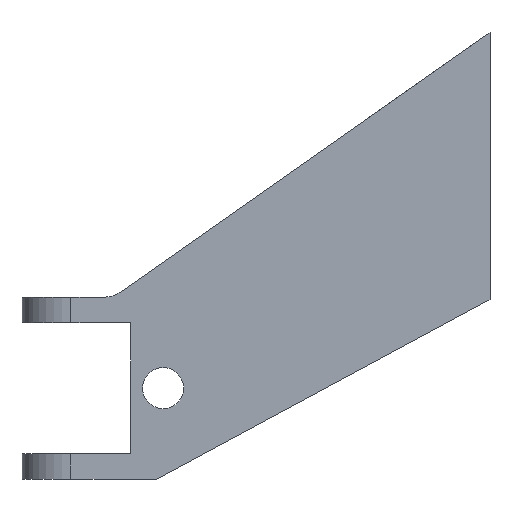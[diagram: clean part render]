
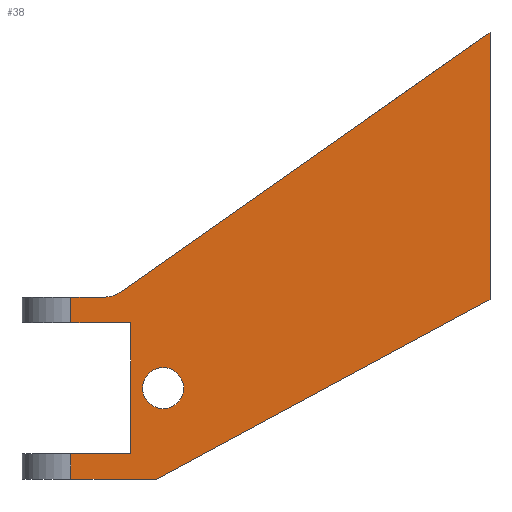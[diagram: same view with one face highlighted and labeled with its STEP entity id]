
A CAD part, left-side view. The second image highlights one B-rep face of the part: STEP entity #38.
In plain terms, the highlighted planar face has unit normal (-1, 0, 0).
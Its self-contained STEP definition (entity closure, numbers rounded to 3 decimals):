
#18 = LINE ( 'NONE', #5493, #405 ) ;
#36 = VERTEX_POINT ( 'NONE', #4679 ) ;
#38 = ADVANCED_FACE ( 'NONE', ( #1177, #5606 ), #2085, .F. ) ;
#132 = CARTESIAN_POINT ( 'NONE',  ( -5.536, 73.431, 30.504 ) ) ;
#160 = CARTESIAN_POINT ( 'NONE',  ( -5.536, 85.053, 5. ) ) ;
#224 = ORIENTED_EDGE ( 'NONE', *, *, #3506, .T. ) ;
#267 = ORIENTED_EDGE ( 'NONE', *, *, #1363, .T. ) ;
#286 = VERTEX_POINT ( 'NONE', #1770 ) ;
#405 = VECTOR ( 'NONE', #2920, 1000. ) ;
#483 = VERTEX_POINT ( 'NONE', #4600 ) ;
#498 = EDGE_CURVE ( 'NONE', #36, #1681, #649, .T. ) ;
#569 = AXIS2_PLACEMENT_3D ( 'NONE', #1136, #4036, #3546 ) ;
#576 = ORIENTED_EDGE ( 'NONE', *, *, #5356, .T. ) ;
#579 = DIRECTION ( 'NONE',  ( 0., -1., 0. ) ) ;
#637 = CARTESIAN_POINT ( 'NONE',  ( -5.536, 105.031, 0. ) ) ;
#649 = LINE ( 'NONE', #4028, #4448 ) ;
#677 = DIRECTION ( 'NONE',  ( 0., 0., -1. ) ) ;
#827 = ORIENTED_EDGE ( 'NONE', *, *, #5240, .F. ) ;
#966 = VERTEX_POINT ( 'NONE', #3009 ) ;
#995 = LINE ( 'NONE', #1514, #3895 ) ;
#1017 = VECTOR ( 'NONE', #4916, 1000. ) ;
#1063 = LINE ( 'NONE', #132, #6361 ) ;
#1088 = ORIENTED_EDGE ( 'NONE', *, *, #3321, .T. ) ;
#1136 = CARTESIAN_POINT ( 'NONE',  ( -5.536, 67.081, 17.752 ) ) ;
#1177 = FACE_BOUND ( 'NONE', #2515, .T. ) ;
#1363 = EDGE_CURVE ( 'NONE', #4902, #286, #4049, .T. ) ;
#1383 = DIRECTION ( 'NONE',  ( 0., 0., 1. ) ) ;
#1470 = DIRECTION ( 'NONE',  ( 0., 0., 1. ) ) ;
#1514 = CARTESIAN_POINT ( 'NONE',  ( -5.536, 117.023, 35.504 ) ) ;
#1578 = LINE ( 'NONE', #637, #1740 ) ;
#1586 = CARTESIAN_POINT ( 'NONE',  ( -5.536, 85.053, 30.504 ) ) ;
#1628 = VECTOR ( 'NONE', #1470, 1000. ) ;
#1681 = VERTEX_POINT ( 'NONE', #5668 ) ;
#1700 = AXIS2_PLACEMENT_3D ( 'NONE', #6346, #3415, #2526 ) ;
#1740 = VECTOR ( 'NONE', #579, 1000. ) ;
#1770 = CARTESIAN_POINT ( 'NONE',  ( -5.536, 3.431, 35. ) ) ;
#1822 = CIRCLE ( 'NONE', #3800, 5.08 ) ;
#1823 = CARTESIAN_POINT ( 'NONE',  ( -5.536, 85.053, 0. ) ) ;
#1864 = VERTEX_POINT ( 'NONE', #5439 ) ;
#1934 = ORIENTED_EDGE ( 'NONE', *, *, #5002, .T. ) ;
#2085 = PLANE ( 'NONE',  #4349 ) ;
#2226 = CIRCLE ( 'NONE', #1700, 4. ) ;
#2266 = CARTESIAN_POINT ( 'NONE',  ( -5.536, 85.053, 0. ) ) ;
#2285 = EDGE_CURVE ( 'NONE', #286, #36, #2348, .T. ) ;
#2348 = LINE ( 'NONE', #6292, #1628 ) ;
#2515 = EDGE_LOOP ( 'NONE', ( #5230, #5798 ) ) ;
#2526 = DIRECTION ( 'NONE',  ( 0., 1., 0. ) ) ;
#2528 = CIRCLE ( 'NONE', #569, 4. ) ;
#2557 = ORIENTED_EDGE ( 'NONE', *, *, #4498, .T. ) ;
#2656 = ORIENTED_EDGE ( 'NONE', *, *, #2285, .T. ) ;
#2664 = VECTOR ( 'NONE', #6252, 1000. ) ;
#2775 = DIRECTION ( 'NONE',  ( 0., -1., 0. ) ) ;
#2816 = EDGE_LOOP ( 'NONE', ( #1934, #827, #224, #2557, #1088, #2942, #5064, #267, #2656, #5809, #576 ) ) ;
#2833 = EDGE_CURVE ( 'NONE', #5916, #4902, #1578, .T. ) ;
#2866 = VERTEX_POINT ( 'NONE', #160 ) ;
#2920 = DIRECTION ( 'NONE',  ( 0., -1., 0. ) ) ;
#2942 = ORIENTED_EDGE ( 'NONE', *, *, #3803, .F. ) ;
#2969 = DIRECTION ( 'NONE',  ( 0., 1., 0. ) ) ;
#3009 = CARTESIAN_POINT ( 'NONE',  ( -5.536, 73.431, 5. ) ) ;
#3083 = DIRECTION ( 'NONE',  ( 0., 0.818, -0.575 ) ) ;
#3321 = EDGE_CURVE ( 'NONE', #966, #2866, #3843, .T. ) ;
#3415 = DIRECTION ( 'NONE',  ( 1., 0., 0. ) ) ;
#3484 = CARTESIAN_POINT ( 'NONE',  ( -5.536, 78.357, 35.504 ) ) ;
#3506 = EDGE_CURVE ( 'NONE', #3610, #483, #18, .T. ) ;
#3546 = DIRECTION ( 'NONE',  ( 0., 1., 0. ) ) ;
#3610 = VERTEX_POINT ( 'NONE', #1586 ) ;
#3794 = LINE ( 'NONE', #2266, #4415 ) ;
#3800 = AXIS2_PLACEMENT_3D ( 'NONE', #6303, #5232, #2775 ) ;
#3803 = EDGE_CURVE ( 'NONE', #5916, #2866, #6310, .T. ) ;
#3835 = CARTESIAN_POINT ( 'NONE',  ( -5.536, 85.053, 0. ) ) ;
#3843 = LINE ( 'NONE', #4295, #2664 ) ;
#3895 = VECTOR ( 'NONE', #2969, 1000. ) ;
#3954 = CARTESIAN_POINT ( 'NONE',  ( -5.536, 68.431, 0. ) ) ;
#4028 = CARTESIAN_POINT ( 'NONE',  ( -5.536, 75.438, 36.427 ) ) ;
#4036 = DIRECTION ( 'NONE',  ( 1., 0., 0. ) ) ;
#4049 = LINE ( 'NONE', #3954, #1017 ) ;
#4073 = CARTESIAN_POINT ( 'NONE',  ( -5.536, 105.031, 0. ) ) ;
#4171 = CARTESIAN_POINT ( 'NONE',  ( -5.536, 63.081, 17.752 ) ) ;
#4209 = DIRECTION ( 'NONE',  ( 1., 0., 0. ) ) ;
#4295 = CARTESIAN_POINT ( 'NONE',  ( -5.536, 96.707, 5. ) ) ;
#4349 = AXIS2_PLACEMENT_3D ( 'NONE', #4073, #4209, #6163 ) ;
#4353 = DIRECTION ( 'NONE',  ( 0., 0., 1. ) ) ;
#4415 = VECTOR ( 'NONE', #1383, 1000. ) ;
#4448 = VECTOR ( 'NONE', #3083, 1000. ) ;
#4498 = EDGE_CURVE ( 'NONE', #483, #966, #1063, .T. ) ;
#4600 = CARTESIAN_POINT ( 'NONE',  ( -5.536, 73.431, 30.504 ) ) ;
#4652 = VERTEX_POINT ( 'NONE', #3484 ) ;
#4679 = CARTESIAN_POINT ( 'NONE',  ( -5.536, 3.431, 87. ) ) ;
#4862 = VERTEX_POINT ( 'NONE', #5555 ) ;
#4902 = VERTEX_POINT ( 'NONE', #5147 ) ;
#4916 = DIRECTION ( 'NONE',  ( 0., -0.88, 0.474 ) ) ;
#5002 = EDGE_CURVE ( 'NONE', #4652, #1864, #995, .T. ) ;
#5064 = ORIENTED_EDGE ( 'NONE', *, *, #2833, .T. ) ;
#5147 = CARTESIAN_POINT ( 'NONE',  ( -5.536, 68.431, 0. ) ) ;
#5230 = ORIENTED_EDGE ( 'NONE', *, *, #6350, .T. ) ;
#5232 = DIRECTION ( 'NONE',  ( 1., 0., 0. ) ) ;
#5240 = EDGE_CURVE ( 'NONE', #3610, #1864, #3794, .T. ) ;
#5356 = EDGE_CURVE ( 'NONE', #1681, #4652, #1822, .T. ) ;
#5358 = VECTOR ( 'NONE', #4353, 1000. ) ;
#5439 = CARTESIAN_POINT ( 'NONE',  ( -5.536, 85.053, 35.504 ) ) ;
#5493 = CARTESIAN_POINT ( 'NONE',  ( -5.536, 96.707, 30.504 ) ) ;
#5555 = CARTESIAN_POINT ( 'NONE',  ( -5.536, 71.081, 17.752 ) ) ;
#5606 = FACE_OUTER_BOUND ( 'NONE', #2816, .T. ) ;
#5668 = CARTESIAN_POINT ( 'NONE',  ( -5.536, 75.438, 36.427 ) ) ;
#5712 = VERTEX_POINT ( 'NONE', #4171 ) ;
#5798 = ORIENTED_EDGE ( 'NONE', *, *, #6233, .T. ) ;
#5809 = ORIENTED_EDGE ( 'NONE', *, *, #498, .T. ) ;
#5916 = VERTEX_POINT ( 'NONE', #1823 ) ;
#6163 = DIRECTION ( 'NONE',  ( 0., 0., -1. ) ) ;
#6233 = EDGE_CURVE ( 'NONE', #5712, #4862, #2226, .T. ) ;
#6252 = DIRECTION ( 'NONE',  ( 0., 1., 0. ) ) ;
#6292 = CARTESIAN_POINT ( 'NONE',  ( -5.536, 3.431, 0. ) ) ;
#6303 = CARTESIAN_POINT ( 'NONE',  ( -5.536, 78.357, 40.584 ) ) ;
#6310 = LINE ( 'NONE', #3835, #5358 ) ;
#6346 = CARTESIAN_POINT ( 'NONE',  ( -5.536, 67.081, 17.752 ) ) ;
#6350 = EDGE_CURVE ( 'NONE', #4862, #5712, #2528, .T. ) ;
#6361 = VECTOR ( 'NONE', #677, 1000. ) ;
